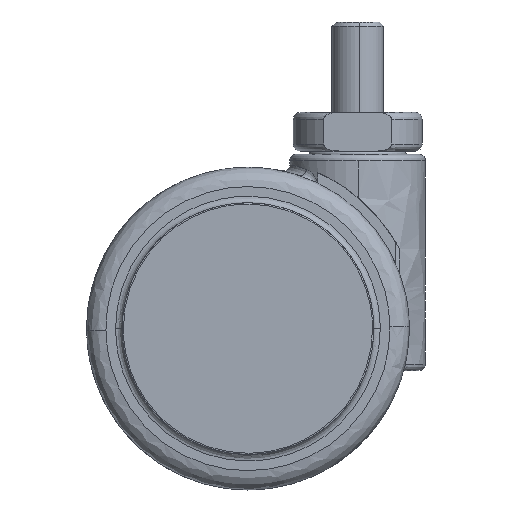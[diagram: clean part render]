
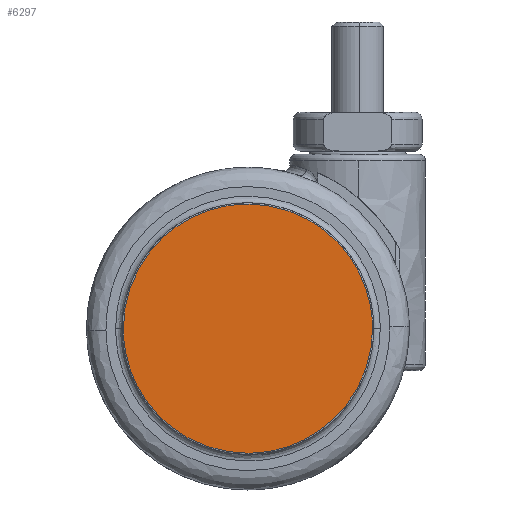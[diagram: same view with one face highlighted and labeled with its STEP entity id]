
A CAD part, front view. The second image highlights one B-rep face of the part: STEP entity #6297.
In plain terms, the highlighted free-form (B-spline) face has degree [1, 1] with [2, 2] control points.
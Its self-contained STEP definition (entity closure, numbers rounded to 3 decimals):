
#6159=CARTESIAN_POINT('',(-19.3,-21.6,0.));
#6160=VERTEX_POINT('',#6159);
#6174=CARTESIAN_POINT('',(0.0,-21.6,19.3));
#6175=VERTEX_POINT('',#6174);
#6176=CARTESIAN_POINT('',(-19.3,-21.6,0.));
#6177=CARTESIAN_POINT('',(-19.3,-21.6,19.3));
#6178=CARTESIAN_POINT('',(0.0,-21.6,19.3));
#6186=(BOUNDED_CURVE()B_SPLINE_CURVE(2,(#6176,#6177,#6178),.UNSPECIFIED.,.F.,.U.)B_SPLINE_CURVE_WITH_KNOTS((3,3),(0.75,1.0),.UNSPECIFIED.)CURVE()GEOMETRIC_REPRESENTATION_ITEM()RATIONAL_B_SPLINE_CURVE((1.0,0.707,1.0))REPRESENTATION_ITEM(''));
#6187=EDGE_CURVE('',#6160,#6175,#6186,.T.);
#6189=CARTESIAN_POINT('',(19.3,-21.6,0.));
#6190=VERTEX_POINT('',#6189);
#6191=CARTESIAN_POINT('',(0.0,-21.6,19.3));
#6192=CARTESIAN_POINT('',(19.3,-21.6,19.3));
#6193=CARTESIAN_POINT('',(19.3,-21.6,0.));
#6201=(BOUNDED_CURVE()B_SPLINE_CURVE(2,(#6191,#6192,#6193),.UNSPECIFIED.,.F.,.U.)B_SPLINE_CURVE_WITH_KNOTS((3,3),(0.0,0.25),.UNSPECIFIED.)CURVE()GEOMETRIC_REPRESENTATION_ITEM()RATIONAL_B_SPLINE_CURVE((1.0,0.707,1.0))REPRESENTATION_ITEM(''));
#6202=EDGE_CURVE('',#6175,#6190,#6201,.T.);
#6254=CARTESIAN_POINT('',(0.0,-21.6,-19.3));
#6255=VERTEX_POINT('',#6254);
#6256=CARTESIAN_POINT('',(19.3,-21.6,0.));
#6257=CARTESIAN_POINT('',(19.3,-21.6,-19.3));
#6258=CARTESIAN_POINT('',(0.0,-21.6,-19.3));
#6266=(BOUNDED_CURVE()B_SPLINE_CURVE(2,(#6256,#6257,#6258),.UNSPECIFIED.,.F.,.U.)B_SPLINE_CURVE_WITH_KNOTS((3,3),(0.25,0.5),.UNSPECIFIED.)CURVE()GEOMETRIC_REPRESENTATION_ITEM()RATIONAL_B_SPLINE_CURVE((1.0,0.707,1.0))REPRESENTATION_ITEM(''));
#6267=EDGE_CURVE('',#6190,#6255,#6266,.T.);
#6269=CARTESIAN_POINT('',(0.0,-21.6,-19.3));
#6270=CARTESIAN_POINT('',(-19.3,-21.6,-19.3));
#6271=CARTESIAN_POINT('',(-19.3,-21.6,0.));
#6279=(BOUNDED_CURVE()B_SPLINE_CURVE(2,(#6269,#6270,#6271),.UNSPECIFIED.,.F.,.U.)B_SPLINE_CURVE_WITH_KNOTS((3,3),(0.5,0.75),.UNSPECIFIED.)CURVE()GEOMETRIC_REPRESENTATION_ITEM()RATIONAL_B_SPLINE_CURVE((1.0,0.707,1.0))REPRESENTATION_ITEM(''));
#6280=EDGE_CURVE('',#6255,#6160,#6279,.T.);
#6286=CARTESIAN_POINT('',(-21.228,-21.6,-21.228));
#6287=CARTESIAN_POINT('',(-21.228,-21.6,21.228));
#6288=CARTESIAN_POINT('',(21.228,-21.6,-21.228));
#6289=CARTESIAN_POINT('',(21.228,-21.6,21.228));
#6290=B_SPLINE_SURFACE_WITH_KNOTS('',1,1,((#6286,#6288),(#6287,#6289)),.UNSPECIFIED.,.F.,.F.,.U.,(2,2),(2,2),(0.0,42.456),(0.0,42.456),.UNSPECIFIED.);
#6291=ORIENTED_EDGE('',*,*,#6187,.F.);
#6292=ORIENTED_EDGE('',*,*,#6280,.F.);
#6293=ORIENTED_EDGE('',*,*,#6267,.F.);
#6294=ORIENTED_EDGE('',*,*,#6202,.F.);
#6295=EDGE_LOOP('',(#6291,#6292,#6293,#6294));
#6296=FACE_OUTER_BOUND('',#6295,.T.);
#6297=ADVANCED_FACE('',(#6296),#6290,.F.);
